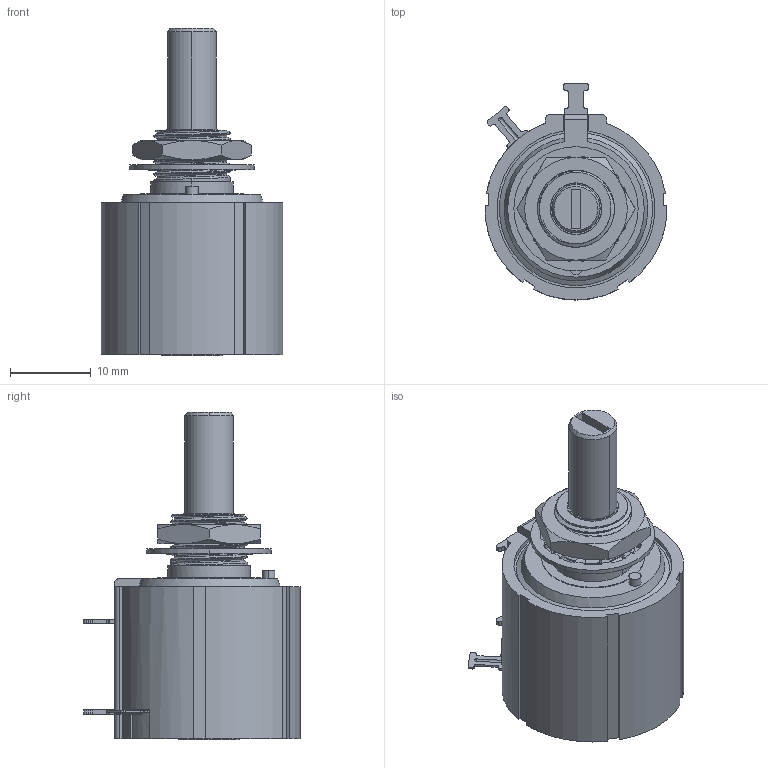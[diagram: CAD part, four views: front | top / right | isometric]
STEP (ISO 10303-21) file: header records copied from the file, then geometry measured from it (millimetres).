
FILE_DESCRIPTION((''),'2;1');
FILE_NAME('2D2DD5D2_ASM','2015-10-02T',('BMozley'),(''),'CREO PARAMETRIC BY PTC INC, 2015080','CREO PARAMETRIC BY PTC INC, 2015080','');
FILE_SCHEMA(('CONFIG_CONTROL_DESIGN'));
Length unit declared in the file: inch
Products named in the file (2): MSBR-1; 2D2DD5D2_ASM
Assembly tree (1 placements, depth 2):
  2D2DD5D2_ASM
    MSBR-1
Bounding box: 22.5 x 26.72 x 40.51 mm (x, y, z)
Volume: 8840.1 mm3; surface area: 3953.1 mm2
Topology: 1 solids, 2 shells, 397 faces, 1228 edges, 806 vertices
Faces by surface type: plane 156, cylinder 151, bspline 63, cone 20, torus 5, extrusion 1, sphere 1
Entity records: 18821 total; most frequent: CARTESIAN_POINT 8298, ORIENTED_EDGE 2452, DIRECTION 1867, EDGE_CURVE 1226, VERTEX_POINT 806, VECTOR 629, LINE 628, AXIS2_PLACEMENT_3D 619
